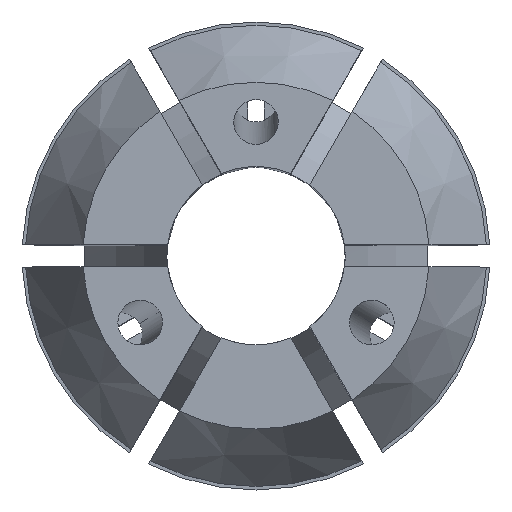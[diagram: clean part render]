
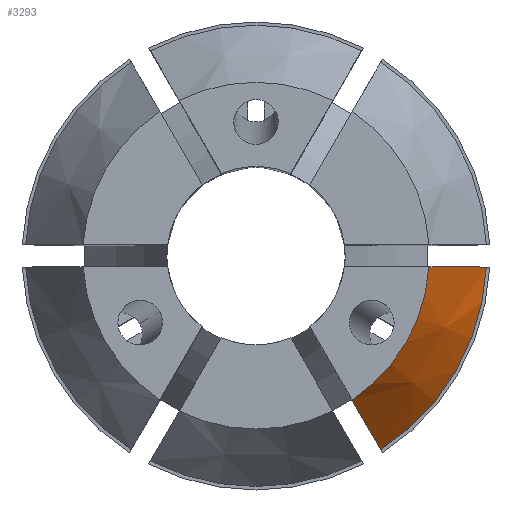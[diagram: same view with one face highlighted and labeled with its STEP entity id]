
A CAD part, top view. The second image highlights one B-rep face of the part: STEP entity #3293.
In plain terms, the highlighted conical face has half-angle 30 degrees and reference radius 10.35 mm.
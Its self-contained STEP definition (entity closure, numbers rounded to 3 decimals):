
#146 = DIRECTION ( 'NONE',  ( -1., 0., 0. ) ) ;
#196 = CARTESIAN_POINT ( 'NONE',  ( 5.173, -7.96, 28.531 ) ) ;
#384 = CONICAL_SURFACE ( 'NONE', #2900, 10.35, 0.524 ) ;
#492 = VERTEX_POINT ( 'NONE', #3469 ) ;
#500 = ORIENTED_EDGE ( 'NONE', *, *, #886, .T. ) ;
#510 = CARTESIAN_POINT ( 'NONE',  ( 0., 0., 27.046 ) ) ;
#564 = EDGE_CURVE ( 'NONE', #492, #645, #3464, .T. ) ;
#645 = VERTEX_POINT ( 'NONE', #2879 ) ;
#704 = CIRCLE ( 'NONE', #2619, 7.778 ) ;
#735 = CARTESIAN_POINT ( 'NONE',  ( 7.762, -0.5, 31.5 ) ) ;
#813 = CARTESIAN_POINT ( 'NONE',  ( 5.602, -8.703, 27.046 ) ) ;
#832 = DIRECTION ( 'NONE',  ( 0., 0., -1. ) ) ;
#846 = DIRECTION ( 'NONE',  ( 0., 0., -1. ) ) ;
#886 = EDGE_CURVE ( 'NONE', #492, #3770, #904, .T. ) ;
#904 = B_SPLINE_CURVE_WITH_KNOTS ( 'NONE', 3,
 ( #2087, #2362, #1828, #1531 ),
 .UNSPECIFIED., .F., .F.,
 ( 4, 4 ),
 ( 0.015, 0.02 ),
 .UNSPECIFIED. ) ;
#940 = AXIS2_PLACEMENT_3D ( 'NONE', #510, #846, #3167 ) ;
#1102 = CARTESIAN_POINT ( 'NONE',  ( 4.744, -7.216, 30.016 ) ) ;
#1438 = EDGE_CURVE ( 'NONE', #1477, #645, #2086, .T. ) ;
#1477 = VERTEX_POINT ( 'NONE', #3753 ) ;
#1531 = CARTESIAN_POINT ( 'NONE',  ( 7.762, -0.5, 31.5 ) ) ;
#1737 = ORIENTED_EDGE ( 'NONE', *, *, #3763, .T. ) ;
#1828 = CARTESIAN_POINT ( 'NONE',  ( 8.621, -0.5, 30.016 ) ) ;
#1918 = DIRECTION ( 'NONE',  ( 0., 0., -1. ) ) ;
#2086 = B_SPLINE_CURVE_WITH_KNOTS ( 'NONE', 3,
 ( #3455, #1102, #196, #813 ),
 .UNSPECIFIED., .F., .F.,
 ( 4, 4 ),
 ( 0., 0.005 ),
 .UNSPECIFIED. ) ;
#2087 = CARTESIAN_POINT ( 'NONE',  ( 10.338, -0.5, 27.046 ) ) ;
#2362 = CARTESIAN_POINT ( 'NONE',  ( 9.48, -0.5, 28.531 ) ) ;
#2619 = AXIS2_PLACEMENT_3D ( 'NONE', #3721, #1918, #146 ) ;
#2879 = CARTESIAN_POINT ( 'NONE',  ( 5.602, -8.703, 27.046 ) ) ;
#2884 = DIRECTION ( 'NONE',  ( -1., 0., 0. ) ) ;
#2900 = AXIS2_PLACEMENT_3D ( 'NONE', #3229, #832, #2884 ) ;
#3048 = ORIENTED_EDGE ( 'NONE', *, *, #564, .F. ) ;
#3139 = EDGE_LOOP ( 'NONE', ( #1737, #3151, #3048, #500 ) ) ;
#3151 = ORIENTED_EDGE ( 'NONE', *, *, #1438, .T. ) ;
#3167 = DIRECTION ( 'NONE',  ( -1., 0., 0. ) ) ;
#3203 = FACE_OUTER_BOUND ( 'NONE', #3139, .T. ) ;
#3229 = CARTESIAN_POINT ( 'NONE',  ( 0., 0., 27.046 ) ) ;
#3293 = ADVANCED_FACE ( 'NONE', ( #3203 ), #384, .T. ) ;
#3455 = CARTESIAN_POINT ( 'NONE',  ( 4.314, -6.472, 31.5 ) ) ;
#3464 = CIRCLE ( 'NONE', #940, 10.35 ) ;
#3469 = CARTESIAN_POINT ( 'NONE',  ( 10.338, -0.5, 27.046 ) ) ;
#3721 = CARTESIAN_POINT ( 'NONE',  ( 0., 0., 31.5 ) ) ;
#3753 = CARTESIAN_POINT ( 'NONE',  ( 4.314, -6.472, 31.5 ) ) ;
#3763 = EDGE_CURVE ( 'NONE', #3770, #1477, #704, .T. ) ;
#3770 = VERTEX_POINT ( 'NONE', #735 ) ;
